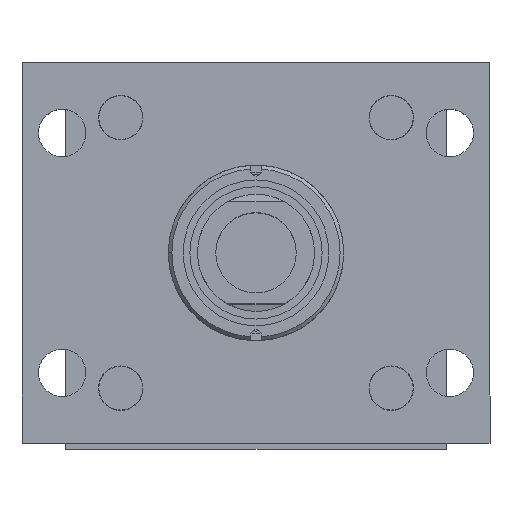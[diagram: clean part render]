
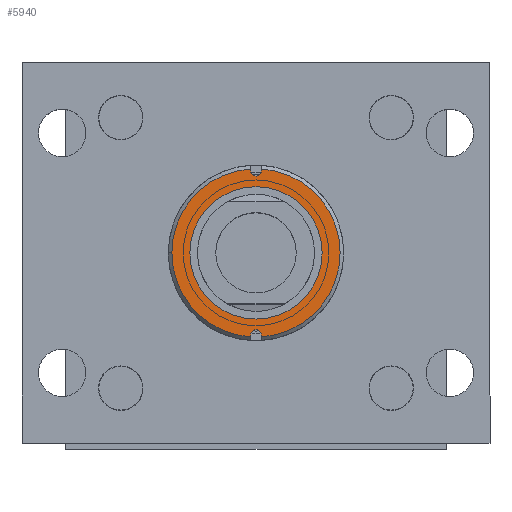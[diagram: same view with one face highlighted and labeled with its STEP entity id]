
A CAD part, top view. The second image highlights one B-rep face of the part: STEP entity #5940.
In plain terms, the highlighted planar face has unit normal (0, 0, 1).
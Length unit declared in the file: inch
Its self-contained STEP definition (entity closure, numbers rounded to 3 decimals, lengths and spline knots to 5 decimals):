
#64 = VECTOR ( 'NONE', #5804, 39.37008 ) ;
#176 = DIRECTION ( 'NONE',  ( 0., 0., -1. ) ) ;
#231 = AXIS2_PLACEMENT_3D ( 'NONE', #4492, #485, #3701 ) ;
#304 = DIRECTION ( 'NONE',  ( -1., 0., 0. ) ) ;
#311 = EDGE_LOOP ( 'NONE', ( #5101, #6629, #3745, #4860, #3412, #8093, #7181, #6648, #9720 ) ) ;
#366 = LINE ( 'NONE', #8130, #3618 ) ;
#368 = EDGE_CURVE ( 'NONE', #3614, #8316, #9792, .T. ) ;
#485 = DIRECTION ( 'NONE',  ( 0., 0., 1. ) ) ;
#487 = VERTEX_POINT ( 'NONE', #1950 ) ;
#573 = CARTESIAN_POINT ( 'NONE',  ( 19.2471, 43.55073, -2.93519 ) ) ;
#652 = AXIS2_PLACEMENT_3D ( 'NONE', #8056, #8859, #4001 ) ;
#834 = VERTEX_POINT ( 'NONE', #9694 ) ;
#952 = CARTESIAN_POINT ( 'NONE',  ( 19.1531, 41.0137, -2.93519 ) ) ;
#1083 = VERTEX_POINT ( 'NONE', #2621 ) ;
#1128 = EDGE_CURVE ( 'NONE', #8697, #7422, #8808, .T. ) ;
#1397 = DIRECTION ( 'NONE',  ( 0., 0., 1. ) ) ;
#1464 = CARTESIAN_POINT ( 'NONE',  ( 19.3411, 41.0137, -2.93519 ) ) ;
#1517 = AXIS2_PLACEMENT_3D ( 'NONE', #573, #1397, #7033 ) ;
#1659 = ORIENTED_EDGE ( 'NONE', *, *, #368, .T. ) ;
#1868 = LINE ( 'NONE', #6439, #8072 ) ;
#1871 = CARTESIAN_POINT ( 'NONE',  ( 19.3411, 43.8257, -2.93519 ) ) ;
#1944 = AXIS2_PLACEMENT_3D ( 'NONE', #3384, #176, #5816 ) ;
#1950 = CARTESIAN_POINT ( 'NONE',  ( 19.3411, 40.98477, -2.93519 ) ) ;
#2605 = CARTESIAN_POINT ( 'NONE',  ( 19.3411, 43.55073, -2.93519 ) ) ;
#2621 = CARTESIAN_POINT ( 'NONE',  ( 19.3411, 43.85462, -2.93519 ) ) ;
#2681 = DIRECTION ( 'NONE',  ( 0., 0., 1. ) ) ;
#2684 = CIRCLE ( 'NONE', #3427, 1.438 ) ;
#2880 = EDGE_CURVE ( 'NONE', #834, #8697, #2684, .T. ) ;
#2906 = AXIS2_PLACEMENT_3D ( 'NONE', #8828, #8092, #8169 ) ;
#3121 = CIRCLE ( 'NONE', #231, 0.094 ) ;
#3169 = EDGE_CURVE ( 'NONE', #4304, #487, #3557, .T. ) ;
#3384 = CARTESIAN_POINT ( 'NONE',  ( 19.2471, 42.4197, -2.93519 ) ) ;
#3412 = ORIENTED_EDGE ( 'NONE', *, *, #4094, .F. ) ;
#3427 = AXIS2_PLACEMENT_3D ( 'NONE', #9154, #8340, #9989 ) ;
#3557 = LINE ( 'NONE', #2605, #64 ) ;
#3614 = VERTEX_POINT ( 'NONE', #5939 ) ;
#3618 = VECTOR ( 'NONE', #6470, 39.37008 ) ;
#3701 = DIRECTION ( 'NONE',  ( 1., 0., 0. ) ) ;
#3745 = ORIENTED_EDGE ( 'NONE', *, *, #9156, .F. ) ;
#4001 = DIRECTION ( 'NONE',  ( -1., 0., 0. ) ) ;
#4064 = CIRCLE ( 'NONE', #9994, 0.094 ) ;
#4094 = EDGE_CURVE ( 'NONE', #6896, #4348, #4064, .T. ) ;
#4279 = DIRECTION ( 'NONE',  ( 0., 0., -1. ) ) ;
#4282 = FACE_OUTER_BOUND ( 'NONE', #311, .T. ) ;
#4304 = VERTEX_POINT ( 'NONE', #1464 ) ;
#4348 = VERTEX_POINT ( 'NONE', #1871 ) ;
#4492 = CARTESIAN_POINT ( 'NONE',  ( 19.2471, 41.0137, -2.93519 ) ) ;
#4581 = PLANE ( 'NONE',  #1517 ) ;
#4725 = DIRECTION ( 'NONE',  ( 0., 1., 0. ) ) ;
#4764 = VERTEX_POINT ( 'NONE', #952 ) ;
#4768 = DIRECTION ( 'NONE',  ( 0., -1., 0. ) ) ;
#4860 = ORIENTED_EDGE ( 'NONE', *, *, #5971, .F. ) ;
#4880 = CIRCLE ( 'NONE', #652, 1.438 ) ;
#5039 = CARTESIAN_POINT ( 'NONE',  ( 19.2471, 42.4197, -2.93519 ) ) ;
#5050 = CARTESIAN_POINT ( 'NONE',  ( 19.1531, 43.85462, -2.93519 ) ) ;
#5101 = ORIENTED_EDGE ( 'NONE', *, *, #6282, .F. ) ;
#5295 = LINE ( 'NONE', #9554, #6065 ) ;
#5665 = CIRCLE ( 'NONE', #2906, 1.13104 ) ;
#5690 = EDGE_LOOP ( 'NONE', ( #8345, #1659 ) ) ;
#5804 = DIRECTION ( 'NONE',  ( 0., -1., 0. ) ) ;
#5816 = DIRECTION ( 'NONE',  ( -1., 0., 0. ) ) ;
#5939 = CARTESIAN_POINT ( 'NONE',  ( 20.37814, 42.4197, -2.93519 ) ) ;
#5940 = ADVANCED_FACE ( 'NONE', ( #8586, #4282 ), #4581, .T. ) ;
#5971 = EDGE_CURVE ( 'NONE', #4348, #1083, #5295, .T. ) ;
#6065 = VECTOR ( 'NONE', #4725, 39.37008 ) ;
#6282 = EDGE_CURVE ( 'NONE', #4304, #4764, #3121, .T. ) ;
#6439 = CARTESIAN_POINT ( 'NONE',  ( 19.1531, 43.55073, -2.93519 ) ) ;
#6470 = DIRECTION ( 'NONE',  ( 0., 1., 0. ) ) ;
#6481 = CARTESIAN_POINT ( 'NONE',  ( 18.11607, 42.4197, -2.93519 ) ) ;
#6629 = ORIENTED_EDGE ( 'NONE', *, *, #3169, .T. ) ;
#6648 = ORIENTED_EDGE ( 'NONE', *, *, #2880, .F. ) ;
#6896 = VERTEX_POINT ( 'NONE', #8554 ) ;
#7033 = DIRECTION ( 'NONE',  ( 1., 0., 0. ) ) ;
#7081 = EDGE_CURVE ( 'NONE', #4764, #834, #1868, .T. ) ;
#7181 = ORIENTED_EDGE ( 'NONE', *, *, #1128, .F. ) ;
#7221 = EDGE_CURVE ( 'NONE', #8316, #3614, #5665, .T. ) ;
#7228 = EDGE_CURVE ( 'NONE', #6896, #7422, #366, .T. ) ;
#7398 = DIRECTION ( 'NONE',  ( 1., 0., 0. ) ) ;
#7422 = VERTEX_POINT ( 'NONE', #5050 ) ;
#8056 = CARTESIAN_POINT ( 'NONE',  ( 19.2471, 42.4197, -2.93519 ) ) ;
#8072 = VECTOR ( 'NONE', #4768, 39.37008 ) ;
#8092 = DIRECTION ( 'NONE',  ( 0., 0., -1. ) ) ;
#8093 = ORIENTED_EDGE ( 'NONE', *, *, #7228, .T. ) ;
#8130 = CARTESIAN_POINT ( 'NONE',  ( 19.1531, 43.55073, -2.93519 ) ) ;
#8169 = DIRECTION ( 'NONE',  ( -1., 0., 0. ) ) ;
#8316 = VERTEX_POINT ( 'NONE', #6481 ) ;
#8330 = CARTESIAN_POINT ( 'NONE',  ( 19.2471, 43.8257, -2.93519 ) ) ;
#8340 = DIRECTION ( 'NONE',  ( 0., 0., -1. ) ) ;
#8345 = ORIENTED_EDGE ( 'NONE', *, *, #7221, .T. ) ;
#8554 = CARTESIAN_POINT ( 'NONE',  ( 19.1531, 43.8257, -2.93519 ) ) ;
#8586 = FACE_BOUND ( 'NONE', #5690, .T. ) ;
#8697 = VERTEX_POINT ( 'NONE', #10039 ) ;
#8729 = AXIS2_PLACEMENT_3D ( 'NONE', #5039, #4279, #304 ) ;
#8808 = CIRCLE ( 'NONE', #8729, 1.438 ) ;
#8828 = CARTESIAN_POINT ( 'NONE',  ( 19.2471, 42.4197, -2.93519 ) ) ;
#8859 = DIRECTION ( 'NONE',  ( 0., 0., -1. ) ) ;
#9154 = CARTESIAN_POINT ( 'NONE',  ( 19.2471, 42.4197, -2.93519 ) ) ;
#9156 = EDGE_CURVE ( 'NONE', #1083, #487, #4880, .T. ) ;
#9554 = CARTESIAN_POINT ( 'NONE',  ( 19.3411, 43.55073, -2.93519 ) ) ;
#9694 = CARTESIAN_POINT ( 'NONE',  ( 19.1531, 40.98477, -2.93519 ) ) ;
#9720 = ORIENTED_EDGE ( 'NONE', *, *, #7081, .F. ) ;
#9792 = CIRCLE ( 'NONE', #1944, 1.13104 ) ;
#9989 = DIRECTION ( 'NONE',  ( -1., 0., 0. ) ) ;
#9994 = AXIS2_PLACEMENT_3D ( 'NONE', #8330, #2681, #7398 ) ;
#10039 = CARTESIAN_POINT ( 'NONE',  ( 17.8091, 42.4197, -2.93519 ) ) ;
